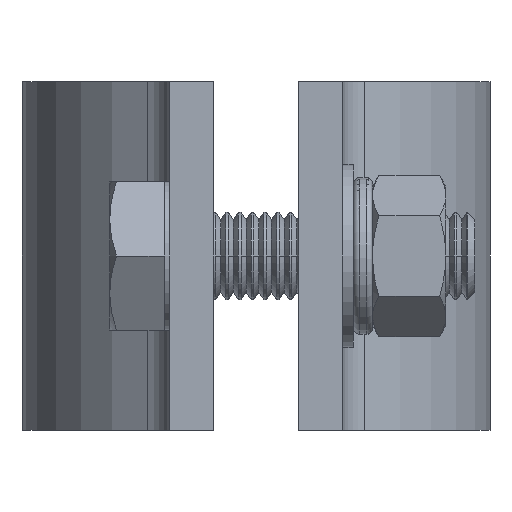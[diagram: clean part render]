
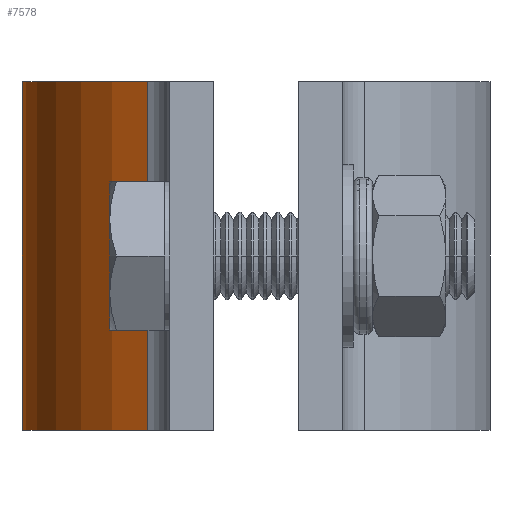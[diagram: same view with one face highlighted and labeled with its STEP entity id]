
A CAD part, front view. The second image highlights one B-rep face of the part: STEP entity #7578.
In plain terms, the highlighted cylindrical face has radius 29 mm (diameter 58 mm), a partial arc.
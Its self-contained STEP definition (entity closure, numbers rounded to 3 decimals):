
#1089 = VECTOR ( 'NONE', #12340, 1000. ) ;
#1180 = CARTESIAN_POINT ( 'NONE',  ( 14.566, -25.076, -20. ) ) ;
#1386 = CIRCLE ( 'NONE', #9420, 29. ) ;
#1433 = DIRECTION ( 'NONE',  ( 1., 0., 0. ) ) ;
#2163 = CARTESIAN_POINT ( 'NONE',  ( 14.566, -25.076, 20. ) ) ;
#2589 = LINE ( 'NONE', #17507, #18535 ) ;
#2741 = AXIS2_PLACEMENT_3D ( 'NONE', #20024, #7561, #15408 ) ;
#3289 = ORIENTED_EDGE ( 'NONE', *, *, #18096, .T. ) ;
#4054 = FACE_OUTER_BOUND ( 'NONE', #4937, .T. ) ;
#4309 = CYLINDRICAL_SURFACE ( 'NONE', #19012, 29. ) ;
#4937 = EDGE_LOOP ( 'NONE', ( #14157, #5159, #19476, #3289 ) ) ;
#5159 = ORIENTED_EDGE ( 'NONE', *, *, #10998, .F. ) ;
#5861 = VERTEX_POINT ( 'NONE', #2163 ) ;
#6146 = CARTESIAN_POINT ( 'NONE',  ( 0., 0., -20. ) ) ;
#7561 = DIRECTION ( 'NONE',  ( 0., 0., 1. ) ) ;
#7578 = ADVANCED_FACE ( 'NONE', ( #4054 ), #4309, .T. ) ;
#8353 = VERTEX_POINT ( 'NONE', #1180 ) ;
#8365 = VERTEX_POINT ( 'NONE', #10815 ) ;
#8431 = EDGE_CURVE ( 'NONE', #8353, #11439, #1386, .T. ) ;
#9420 = AXIS2_PLACEMENT_3D ( 'NONE', #6146, #15399, #1433 ) ;
#10815 = CARTESIAN_POINT ( 'NONE',  ( 14.566, 25.076, 20. ) ) ;
#10998 = EDGE_CURVE ( 'NONE', #8365, #11439, #15808, .T. ) ;
#11075 = DIRECTION ( 'NONE',  ( -1., 0., 0. ) ) ;
#11439 = VERTEX_POINT ( 'NONE', #14196 ) ;
#12340 = DIRECTION ( 'NONE',  ( 0., 0., -1. ) ) ;
#14024 = DIRECTION ( 'NONE',  ( 0., 0., -1. ) ) ;
#14157 = ORIENTED_EDGE ( 'NONE', *, *, #8431, .T. ) ;
#14196 = CARTESIAN_POINT ( 'NONE',  ( 14.566, 25.076, -20. ) ) ;
#15399 = DIRECTION ( 'NONE',  ( 0., 0., 1. ) ) ;
#15408 = DIRECTION ( 'NONE',  ( 1., 0., 0. ) ) ;
#15646 = CARTESIAN_POINT ( 'NONE',  ( 14.566, 25.076, 20. ) ) ;
#15807 = EDGE_CURVE ( 'NONE', #5861, #8365, #16405, .T. ) ;
#15808 = LINE ( 'NONE', #15646, #1089 ) ;
#16405 = CIRCLE ( 'NONE', #2741, 29. ) ;
#17208 = CARTESIAN_POINT ( 'NONE',  ( 0., 0., 20. ) ) ;
#17507 = CARTESIAN_POINT ( 'NONE',  ( 14.566, -25.076, 20. ) ) ;
#18096 = EDGE_CURVE ( 'NONE', #5861, #8353, #2589, .T. ) ;
#18535 = VECTOR ( 'NONE', #19082, 1000. ) ;
#19012 = AXIS2_PLACEMENT_3D ( 'NONE', #17208, #14024, #11075 ) ;
#19082 = DIRECTION ( 'NONE',  ( 0., 0., -1. ) ) ;
#19476 = ORIENTED_EDGE ( 'NONE', *, *, #15807, .F. ) ;
#20024 = CARTESIAN_POINT ( 'NONE',  ( 0., 0., 20. ) ) ;
